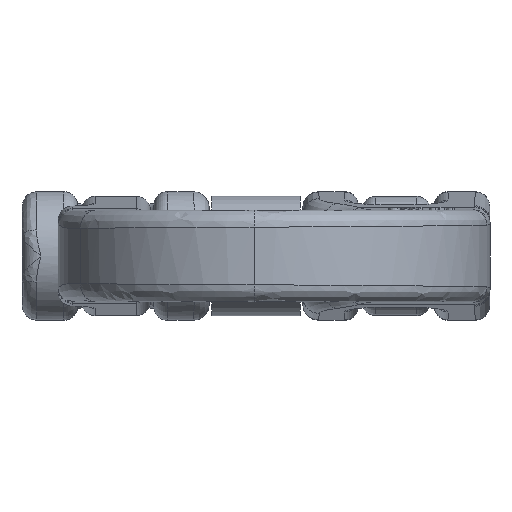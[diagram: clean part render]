
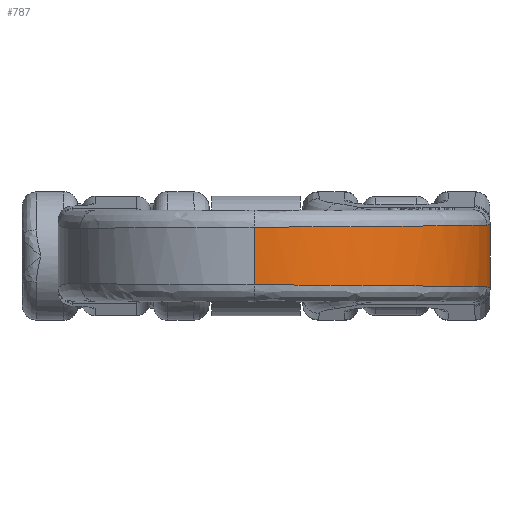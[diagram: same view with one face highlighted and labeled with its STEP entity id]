
A CAD part, front view. The second image highlights one B-rep face of the part: STEP entity #787.
In plain terms, the highlighted cylindrical face has radius 25.642 mm (diameter 51.283 mm), a partial arc.
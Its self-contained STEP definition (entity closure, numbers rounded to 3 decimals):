
#380=(
BOUNDED_CURVE()
B_SPLINE_CURVE(3,(#8040,#8041,#8042,#8043,#8044,#8045,#8046,#8047,#8048,
#8049),.UNSPECIFIED.,.F.,.F.)
B_SPLINE_CURVE_WITH_KNOTS((4,2,2,2,4),(0.,0.25,0.5,0.75,1.),
 .UNSPECIFIED.)
CURVE()
GEOMETRIC_REPRESENTATION_ITEM()
RATIONAL_B_SPLINE_CURVE((1.,1.,1.,1.,1.,1.,1.,1.,1.,1.))
REPRESENTATION_ITEM('')
);
#381=(
BOUNDED_CURVE()
B_SPLINE_CURVE(3,(#8056,#8057,#8058,#8059),.UNSPECIFIED.,.F.,.F.)
B_SPLINE_CURVE_WITH_KNOTS((4,4),(0.,1.),.UNSPECIFIED.)
CURVE()
GEOMETRIC_REPRESENTATION_ITEM()
RATIONAL_B_SPLINE_CURVE((1.,1.,1.,1.))
REPRESENTATION_ITEM('')
);
#522=CYLINDRICAL_SURFACE('',#5822,25.642);
#787=ADVANCED_FACE('',(#1226),#522,.T.);
#1226=FACE_OUTER_BOUND('',#1560,.T.);
#1560=EDGE_LOOP('',(#2401,#2402,#2403,#2404,#2405,#2406,#2407,#2408));
#1970=B_SPLINE_CURVE_WITH_KNOTS('',3,(#8020,#8021,#8022,#8023),
 .UNSPECIFIED.,.F.,.F.,(4,4),(0.,1.),.UNSPECIFIED.);
#1971=B_SPLINE_CURVE_WITH_KNOTS('',3,(#8025,#8026,#8027,#8028),
 .UNSPECIFIED.,.F.,.F.,(4,4),(0.,1.),.UNSPECIFIED.);
#1972=B_SPLINE_CURVE_WITH_KNOTS('',3,(#8030,#8031,#8032,#8033,#8034,#8035,
#8036,#8037,#8038,#8039),.UNSPECIFIED.,.F.,.F.,(4,2,2,2,4),(0.,0.25,0.5,
0.75,1.),.UNSPECIFIED.);
#1973=B_SPLINE_CURVE_WITH_KNOTS('',3,(#8051,#8052,#8053,#8054),
 .UNSPECIFIED.,.F.,.F.,(4,4),(0.,1.),.UNSPECIFIED.);
#2401=ORIENTED_EDGE('',*,*,#4554,.T.);
#2402=ORIENTED_EDGE('',*,*,#4555,.T.);
#2403=ORIENTED_EDGE('',*,*,#4556,.T.);
#2404=ORIENTED_EDGE('',*,*,#4557,.T.);
#2405=ORIENTED_EDGE('',*,*,#4551,.T.);
#2406=ORIENTED_EDGE('',*,*,#4558,.F.);
#2407=ORIENTED_EDGE('',*,*,#4559,.F.);
#2408=ORIENTED_EDGE('',*,*,#4560,.F.);
#4033=VERTEX_POINT('',#7998);
#4034=VERTEX_POINT('',#7999);
#4035=VERTEX_POINT('',#8018);
#4036=VERTEX_POINT('',#8019);
#4037=VERTEX_POINT('',#8024);
#4038=VERTEX_POINT('',#8029);
#4039=VERTEX_POINT('',#8050);
#4040=VERTEX_POINT('',#8055);
#4551=EDGE_CURVE('',#4033,#4034,#5290,.T.);
#4554=EDGE_CURVE('',#4035,#4036,#5291,.T.);
#4555=EDGE_CURVE('',#4036,#4037,#1970,.T.);
#4556=EDGE_CURVE('',#4037,#4038,#1971,.T.);
#4557=EDGE_CURVE('',#4038,#4033,#1972,.T.);
#4558=EDGE_CURVE('',#4039,#4034,#380,.T.);
#4559=EDGE_CURVE('',#4040,#4039,#1973,.T.);
#4560=EDGE_CURVE('',#4035,#4040,#381,.T.);
#5290=LINE('',#7997,#5536);
#5291=LINE('',#8017,#5537);
#5536=VECTOR('',#6298,1.);
#5537=VECTOR('',#6301,1.);
#5822=AXIS2_PLACEMENT_3D('',#8060,#6302,#6303);
#6298=DIRECTION('',(0.,0.,-1.));
#6301=DIRECTION('',(0.,0.,1.));
#6302=DIRECTION('',(0.,0.,-1.));
#6303=DIRECTION('',(-1.,0.,0.));
#7997=CARTESIAN_POINT('',(25.4,-39.,25.));
#7998=CARTESIAN_POINT('',(25.4,-39.,3.145));
#7999=CARTESIAN_POINT('',(25.4,-39.,-3.145));
#8017=CARTESIAN_POINT('',(51.018,-12.265,25.));
#8018=CARTESIAN_POINT('',(51.018,-12.265,-3.729));
#8019=CARTESIAN_POINT('',(51.018,-12.265,3.729));
#8020=CARTESIAN_POINT('',(51.018,-12.265,3.727));
#8021=CARTESIAN_POINT('',(51.032,-12.578,3.688));
#8022=CARTESIAN_POINT('',(51.039,-12.89,3.649));
#8023=CARTESIAN_POINT('',(51.041,-13.203,3.61));
#8024=CARTESIAN_POINT('',(51.041,-13.203,3.61));
#8025=CARTESIAN_POINT('',(51.041,-13.203,3.61));
#8026=CARTESIAN_POINT('',(51.05,-14.723,3.43));
#8027=CARTESIAN_POINT('',(50.924,-16.14,3.34));
#8028=CARTESIAN_POINT('',(50.715,-17.438,3.34));
#8029=CARTESIAN_POINT('',(50.715,-17.438,3.34));
#8030=CARTESIAN_POINT('',(50.715,-17.438,3.34));
#8031=CARTESIAN_POINT('',(50.395,-19.423,3.34));
#8032=CARTESIAN_POINT('',(49.768,-21.888,3.332));
#8033=CARTESIAN_POINT('',(47.125,-27.308,3.3));
#8034=CARTESIAN_POINT('',(45.087,-30.272,3.275));
#8035=CARTESIAN_POINT('',(38.966,-35.486,3.21));
#8036=CARTESIAN_POINT('',(35.715,-37.026,3.186));
#8037=CARTESIAN_POINT('',(29.944,-38.774,3.153));
#8038=CARTESIAN_POINT('',(27.41,-39.,3.145));
#8039=CARTESIAN_POINT('',(25.4,-39.,3.145));
#8040=CARTESIAN_POINT('',(50.715,-17.438,-3.34));
#8041=CARTESIAN_POINT('',(50.235,-20.415,-3.34));
#8042=CARTESIAN_POINT('',(49.225,-23.305,-3.328));
#8043=CARTESIAN_POINT('',(46.268,-28.561,-3.292));
#8044=CARTESIAN_POINT('',(44.322,-30.924,-3.267));
#8045=CARTESIAN_POINT('',(39.731,-34.834,-3.218));
#8046=CARTESIAN_POINT('',(37.088,-36.38,-3.194));
#8047=CARTESIAN_POINT('',(31.429,-38.463,-3.157));
#8048=CARTESIAN_POINT('',(28.415,-39.,-3.145));
#8049=CARTESIAN_POINT('',(25.4,-39.,-3.145));
#8050=CARTESIAN_POINT('',(50.715,-17.438,-3.34));
#8051=CARTESIAN_POINT('',(51.041,-13.203,-3.61));
#8052=CARTESIAN_POINT('',(51.05,-14.618,-3.443));
#8053=CARTESIAN_POINT('',(50.942,-16.031,-3.34));
#8054=CARTESIAN_POINT('',(50.715,-17.438,-3.34));
#8055=CARTESIAN_POINT('',(51.041,-13.203,-3.61));
#8056=CARTESIAN_POINT('',(51.018,-12.265,-3.727));
#8057=CARTESIAN_POINT('',(51.032,-12.578,-3.69));
#8058=CARTESIAN_POINT('',(51.039,-12.89,-3.647));
#8059=CARTESIAN_POINT('',(51.041,-13.203,-3.61));
#8060=CARTESIAN_POINT('',(25.4,-13.358,25.));
